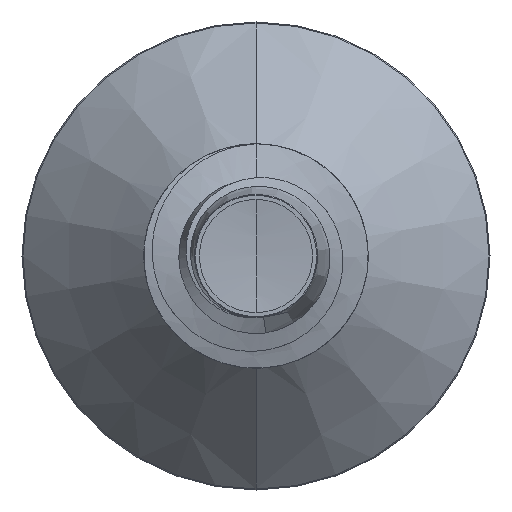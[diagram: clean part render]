
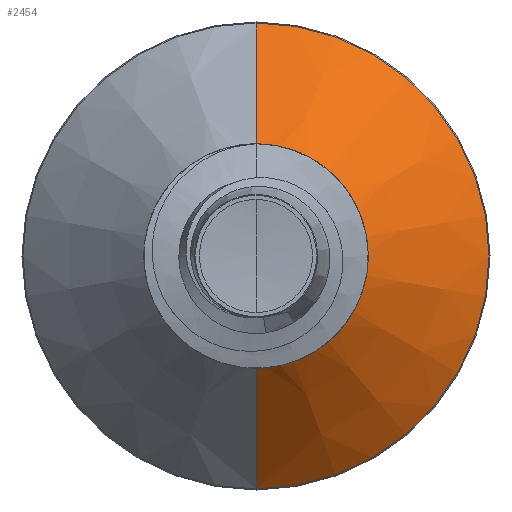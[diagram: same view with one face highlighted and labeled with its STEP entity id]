
A CAD part, front view. The second image highlights one B-rep face of the part: STEP entity #2454.
In plain terms, the highlighted conical face has half-angle 45 degrees and reference radius 1.633 mm.
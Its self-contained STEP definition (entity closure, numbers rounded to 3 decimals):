
#458 = VERTEX_POINT ( 'NONE', #13058 ) ;
#529 = CARTESIAN_POINT ( 'NONE',  ( 0., 7.332, 1.632 ) ) ;
#821 = DIRECTION ( 'NONE',  ( 0., 0., 1. ) ) ;
#829 = DIRECTION ( 'NONE',  ( 0., 1., 0. ) ) ;
#857 = CARTESIAN_POINT ( 'NONE',  ( 0., 9.335, 0. ) ) ;
#1665 = CARTESIAN_POINT ( 'NONE',  ( 0., 7.332, -1.632 ) ) ;
#1726 = DIRECTION ( 'NONE',  ( 0., 0.707, -0.707 ) ) ;
#2123 = CARTESIAN_POINT ( 'NONE',  ( 0., 7.332, -1.632 ) ) ;
#2454 = ADVANCED_FACE ( 'NONE', ( #15547 ), #15329, .T. ) ;
#3395 = CARTESIAN_POINT ( 'NONE',  ( 0., 9.335, -3.635 ) ) ;
#3487 = DIRECTION ( 'NONE',  ( 0., 0.707, 0.707 ) ) ;
#3516 = CARTESIAN_POINT ( 'NONE',  ( 0., 7.332, 1.632 ) ) ;
#5749 = AXIS2_PLACEMENT_3D ( 'NONE', #857, #829, #821 ) ;
#6436 = VECTOR ( 'NONE', #1726, 1000. ) ;
#7239 = AXIS2_PLACEMENT_3D ( 'NONE', #16300, #16526, #16580 ) ;
#9381 = LINE ( 'NONE', #3516, #15109 ) ;
#10481 = CIRCLE ( 'NONE', #5749, 3.635 ) ;
#10829 = DIRECTION ( 'NONE',  ( 0., 0., 1. ) ) ;
#10842 = CARTESIAN_POINT ( 'NONE',  ( 0., 7.332, 0. ) ) ;
#10939 = DIRECTION ( 'NONE',  ( 0., 1., 0. ) ) ;
#12057 = EDGE_LOOP ( 'NONE', ( #12438, #12547, #12682, #13054 ) ) ;
#12438 = ORIENTED_EDGE ( 'NONE', *, *, #13729, .T. ) ;
#12532 = AXIS2_PLACEMENT_3D ( 'NONE', #10842, #10939, #10829 ) ;
#12547 = ORIENTED_EDGE ( 'NONE', *, *, #14520, .T. ) ;
#12682 = ORIENTED_EDGE ( 'NONE', *, *, #14553, .F. ) ;
#13054 = ORIENTED_EDGE ( 'NONE', *, *, #13413, .F. ) ;
#13058 = CARTESIAN_POINT ( 'NONE',  ( 0., 9.335, 3.635 ) ) ;
#13223 = CIRCLE ( 'NONE', #7239, 1.632 ) ;
#13413 = EDGE_CURVE ( 'NONE', #14630, #458, #9381, .T. ) ;
#13433 = VERTEX_POINT ( 'NONE', #3395 ) ;
#13729 = EDGE_CURVE ( 'NONE', #14630, #14909, #13223, .T. ) ;
#14520 = EDGE_CURVE ( 'NONE', #14909, #13433, #15645, .T. ) ;
#14553 = EDGE_CURVE ( 'NONE', #458, #13433, #10481, .T. ) ;
#14630 = VERTEX_POINT ( 'NONE', #529 ) ;
#14909 = VERTEX_POINT ( 'NONE', #2123 ) ;
#15109 = VECTOR ( 'NONE', #3487, 1000. ) ;
#15329 = CONICAL_SURFACE ( 'NONE', #12532, 1.632, 0.785 ) ;
#15547 = FACE_OUTER_BOUND ( 'NONE', #12057, .T. ) ;
#15645 = LINE ( 'NONE', #1665, #6436 ) ;
#16300 = CARTESIAN_POINT ( 'NONE',  ( 0., 7.332, 0. ) ) ;
#16526 = DIRECTION ( 'NONE',  ( 0., 1., 0. ) ) ;
#16580 = DIRECTION ( 'NONE',  ( 0., 0., 1. ) ) ;
